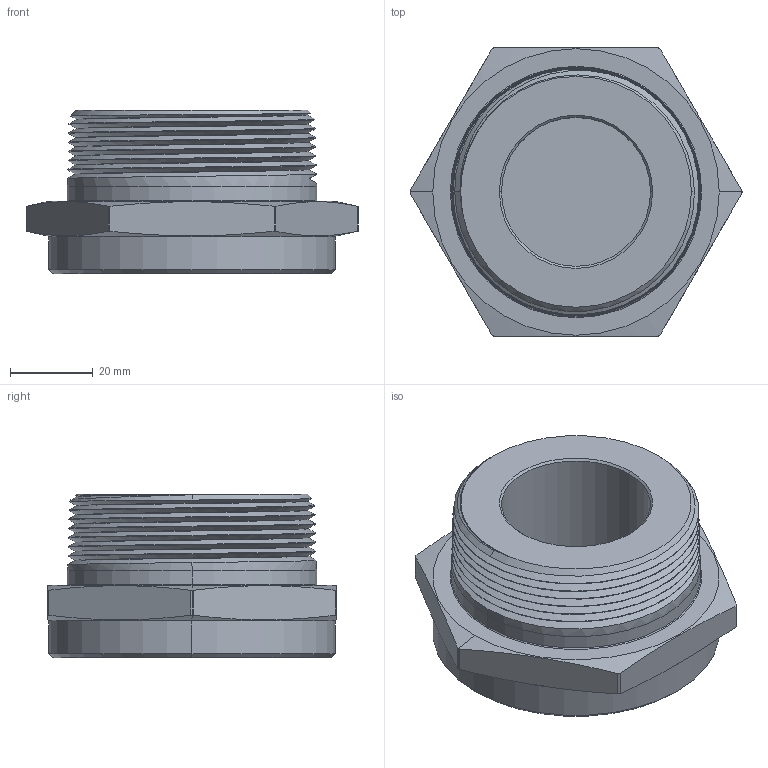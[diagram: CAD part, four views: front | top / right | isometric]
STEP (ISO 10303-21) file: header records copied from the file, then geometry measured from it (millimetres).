
FILE_DESCRIPTION (( 'STEP AP214' ), '1' );
FILE_NAME ('101019.step', '2013-08-23T19:28:35', ( '' ), ( '' ), 'SwSTEP 2.0', 'SolidWorks 2012', '' );
FILE_SCHEMA (( 'AUTOMOTIVE_DESIGN' ));
Length unit declared in the file: inch
Products named in the file (3): 402019; 403019_CUSTOMER; 101019
Assembly tree (2 placements, depth 2):
  101019
    403019_CUSTOMER
    402019
Bounding box: 80.35 x 69.85 x 39.62 mm (x, y, z)
Volume: 100845.2 mm3; surface area: 24247.5 mm2
Topology: 2 solids, 2 shells, 62 faces, 153 edges, 96 vertices
Faces by surface type: cone 26, cylinder 15, plane 14, torus 4, bspline 3
Entity records: 7877 total; most frequent: CARTESIAN_POINT 6358, ORIENTED_EDGE 306, DIRECTION 278, EDGE_CURVE 153, AXIS2_PLACEMENT_3D 113, VERTEX_POINT 96, EDGE_LOOP 65, FACE_OUTER_BOUND 62
